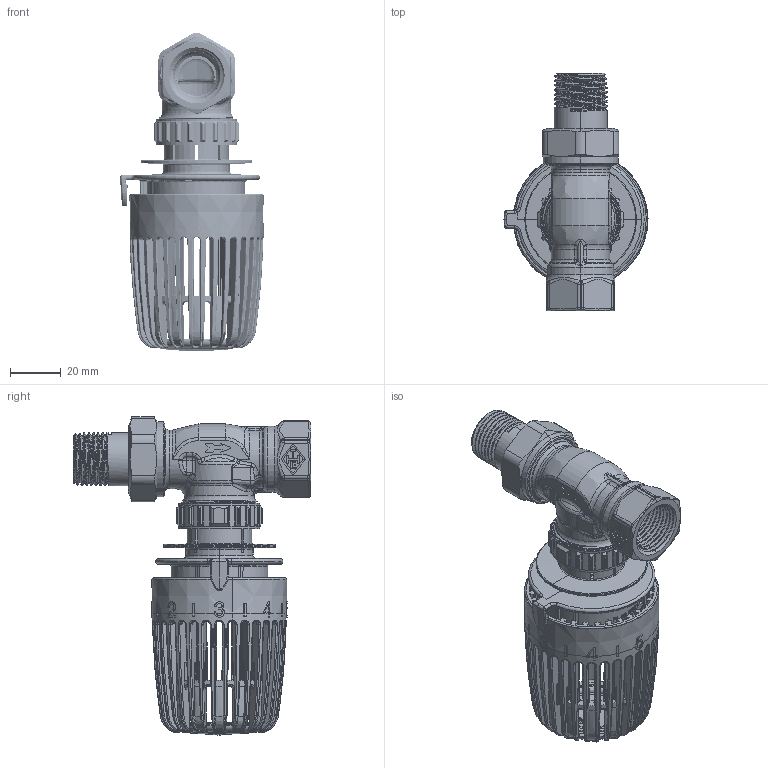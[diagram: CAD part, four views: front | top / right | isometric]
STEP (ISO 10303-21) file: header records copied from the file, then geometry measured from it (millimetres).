
FILE_DESCRIPTION((''),'2;1');
FILE_NAME('9174-22-376-KOPF_SW0001','2016-06-07T',('marann'),(''),'PRO/ENGINEER BY PARAMETRIC TECHNOLOGY CORPORATION, 2011490','PRO/ENGINEER BY PARAMETRIC TECHNOLOGY CORPORATION, 2011490','');
FILE_SCHEMA(('CONFIG_CONTROL_DESIGN'));
Length unit declared in the file: millimetre
Products named in the file (1): 9174-22-376-KOPF_SW0001
Bounding box: 56.62 x 93.48 x 125.1 mm (x, y, z)
Volume: 66402.4 mm3; surface area: 69293.4 mm2
Topology: 12 solids, 12 shells, 4200 faces, 11568 edges, 7354 vertices
Faces by surface type: plane 1639, cylinder 966, bspline 778, torus 402, cone 354, sphere 61
Entity records: 194391 total; most frequent: CARTESIAN_POINT 96517, ORIENTED_EDGE 23128, DIRECTION 17228, EDGE_CURVE 11564, VERTEX_POINT 7354, AXIS2_PLACEMENT_3D 6607, B_SPLINE_CURVE_WITH_KNOTS 4365, EDGE_LOOP 4286
